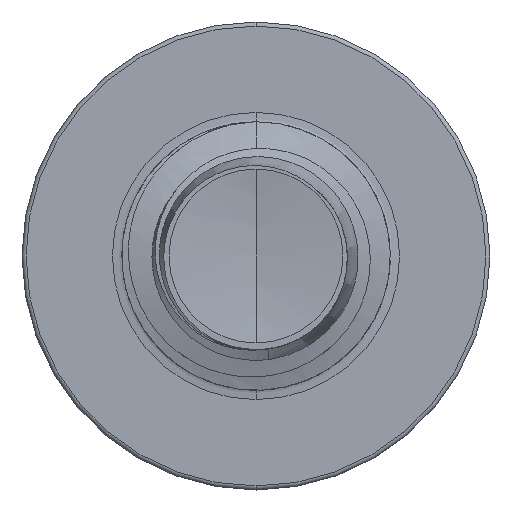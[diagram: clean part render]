
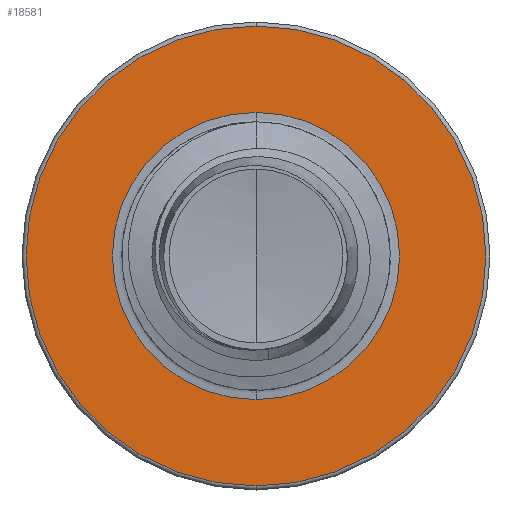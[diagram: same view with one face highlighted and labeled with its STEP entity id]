
A CAD part, front view. The second image highlights one B-rep face of the part: STEP entity #18581.
In plain terms, the highlighted planar face has unit normal (0, -1, 0).
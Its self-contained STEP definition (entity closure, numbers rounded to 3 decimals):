
#799 = ORIENTED_EDGE ( 'NONE', *, *, #5120, .T. ) ;
#1455 = EDGE_CURVE ( 'NONE', #21659, #20655, #20914, .T. ) ;
#5038 = DIRECTION ( 'NONE',  ( 0., 0., 1. ) ) ;
#5072 = DIRECTION ( 'NONE',  ( 0., 1., 0. ) ) ;
#5096 = CARTESIAN_POINT ( 'NONE',  ( 0., 7., 0. ) ) ;
#5120 = EDGE_CURVE ( 'NONE', #8576, #11260, #8918, .T. ) ;
#5638 = EDGE_LOOP ( 'NONE', ( #17307, #799 ) ) ;
#6571 = EDGE_CURVE ( 'NONE', #11260, #8576, #19222, .T. ) ;
#6659 = EDGE_CURVE ( 'NONE', #20655, #21659, #18390, .T. ) ;
#6975 = DIRECTION ( 'NONE',  ( 0., 1., 0. ) ) ;
#8137 = FACE_BOUND ( 'NONE', #5638, .T. ) ;
#8576 = VERTEX_POINT ( 'NONE', #13313 ) ;
#8918 = CIRCLE ( 'NONE', #14695, 1.872 ) ;
#11260 = VERTEX_POINT ( 'NONE', #20023 ) ;
#11741 = DIRECTION ( 'NONE',  ( 0., 0., 1. ) ) ;
#11745 = DIRECTION ( 'NONE',  ( 0., 1., 0. ) ) ;
#11774 = CARTESIAN_POINT ( 'NONE',  ( 0., 7., 0. ) ) ;
#12186 = CARTESIAN_POINT ( 'NONE',  ( 0., 7., 2.998 ) ) ;
#13313 = CARTESIAN_POINT ( 'NONE',  ( 0., 7., -1.872 ) ) ;
#14210 = DIRECTION ( 'NONE',  ( 0., 0., 1. ) ) ;
#14237 = DIRECTION ( 'NONE',  ( 0., 1., 0. ) ) ;
#14244 = CARTESIAN_POINT ( 'NONE',  ( 0., 7., 0. ) ) ;
#14573 = DIRECTION ( 'NONE',  ( 0., 0., 1. ) ) ;
#14599 = DIRECTION ( 'NONE',  ( 0., 1., 0. ) ) ;
#14605 = CARTESIAN_POINT ( 'NONE',  ( 0., 7., 0. ) ) ;
#14695 = AXIS2_PLACEMENT_3D ( 'NONE', #11774, #11745, #11741 ) ;
#16773 = ORIENTED_EDGE ( 'NONE', *, *, #6659, .F. ) ;
#17307 = ORIENTED_EDGE ( 'NONE', *, *, #6571, .T. ) ;
#18390 = CIRCLE ( 'NONE', #21902, 2.998 ) ;
#18451 = EDGE_LOOP ( 'NONE', ( #22852, #16773 ) ) ;
#18555 = FACE_OUTER_BOUND ( 'NONE', #18451, .T. ) ;
#18581 = ADVANCED_FACE ( 'NONE', ( #18555, #8137 ), #23088, .F. ) ;
#18844 = AXIS2_PLACEMENT_3D ( 'NONE', #19931, #6975, #19989 ) ;
#19222 = CIRCLE ( 'NONE', #20482, 1.872 ) ;
#19931 = CARTESIAN_POINT ( 'NONE',  ( 0., 7., -1.872 ) ) ;
#19989 = DIRECTION ( 'NONE',  ( 0., 0., 1. ) ) ;
#20023 = CARTESIAN_POINT ( 'NONE',  ( 0., 7., 1.872 ) ) ;
#20482 = AXIS2_PLACEMENT_3D ( 'NONE', #14605, #14599, #14573 ) ;
#20655 = VERTEX_POINT ( 'NONE', #22042 ) ;
#20914 = CIRCLE ( 'NONE', #22688, 2.998 ) ;
#21659 = VERTEX_POINT ( 'NONE', #12186 ) ;
#21902 = AXIS2_PLACEMENT_3D ( 'NONE', #14244, #14237, #14210 ) ;
#22042 = CARTESIAN_POINT ( 'NONE',  ( 0., 7., -2.997 ) ) ;
#22688 = AXIS2_PLACEMENT_3D ( 'NONE', #5096, #5072, #5038 ) ;
#22852 = ORIENTED_EDGE ( 'NONE', *, *, #1455, .F. ) ;
#23088 = PLANE ( 'NONE',  #18844 ) ;
